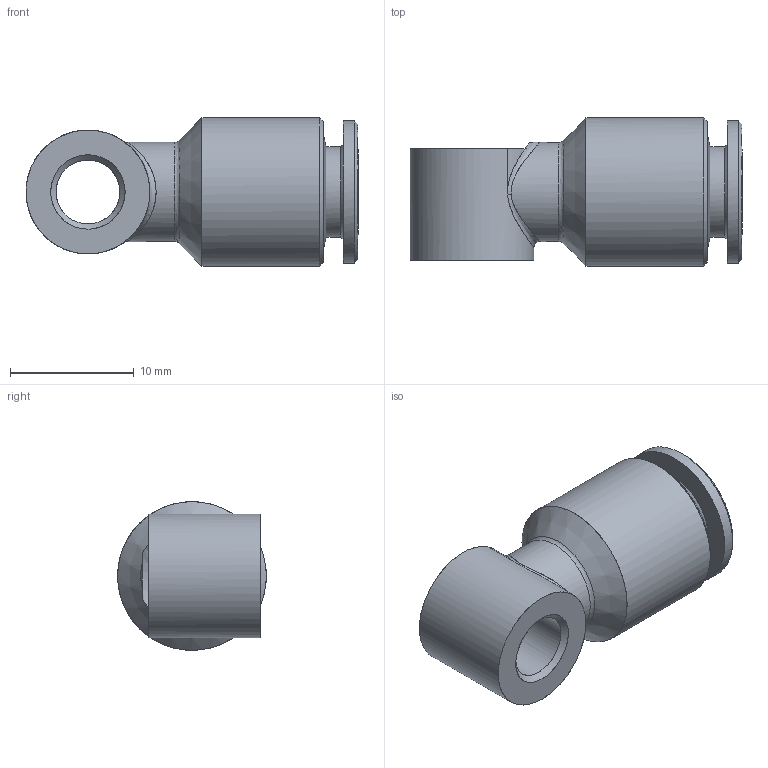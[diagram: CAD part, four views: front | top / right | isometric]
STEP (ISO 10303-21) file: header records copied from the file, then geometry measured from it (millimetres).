
FILE_DESCRIPTION( ( 'STEP AP203' ), '1' );
FILE_NAME( 'A0250030.stp', '2021-02-22T11:03:39', ( 'License CC BY-ND 4.0' ), ( 'CADENAS' ), ' ', 'PARTsolutions', ' ' );
FILE_SCHEMA( ( 'CONFIG_CONTROL_DESIGN' ) );
Length unit declared in the file: millimetre
Products named in the file (5): A0250030; Rivoluzione1
Assembly tree (4 placements, depth 2):
  A0250030
    Rivoluzione1
    Rivoluzione1
    Rivoluzione1
    Rivoluzione1
Bounding box: 26.8 x 12 x 12 mm (x, y, z)
Surface area: 1635.8 mm2 (no closed solid volume)
Topology: 0 solids, 29 shells, 30 faces, 109 edges, 89 vertices
Faces by surface type: cylinder 10, cone 9, plane 6, bspline 3, torus 2
Full cylindrical faces by diameter (mm): 3.5 x1, 5.15 x1, 6.15 x1, 7.3 x1, 8 x1, 10 x1, 11.5 x1, 12 x1
Entity records: 3117 total; most frequent: CARTESIAN_POINT 2368, ORIENTED_EDGE 82, EDGE_CURVE 82, VERTEX_POINT 82, B_SPLINE_CURVE_WITH_KNOTS 81, DIRECTION 62, FACE_BOUND 54, EDGE_LOOP 54
